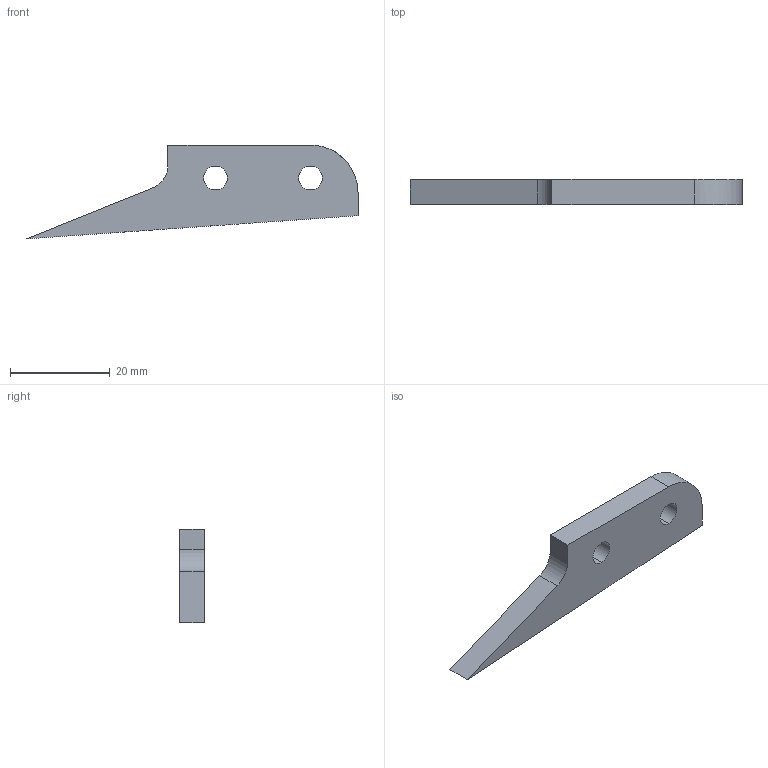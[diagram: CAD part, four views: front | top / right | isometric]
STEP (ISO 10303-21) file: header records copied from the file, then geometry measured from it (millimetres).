
FILE_DESCRIPTION (( 'STEP AP214' ), '1' );
FILE_NAME ('Beater Titanium Fork R1.STEP', '2020-12-15T05:02:32', ( 'Kurtis' ), ( '' ), 'SwSTEP 2.0', 'SolidWorks 2015', '' );
FILE_SCHEMA (( 'AUTOMOTIVE_DESIGN' ));
Length unit declared in the file: millimetre
Products named in the file (1): Beater Titanium Fork R1
Bounding box: 66.55 x 5 x 18.81 mm (x, y, z)
Volume: 3360 mm3; surface area: 2254.1 mm2
Topology: 1 solids, 1 shells, 13 faces, 33 edges, 22 vertices
Faces by surface type: plane 7, cylinder 4, bspline 2
Entity records: 469 total; most frequent: CARTESIAN_POINT 115, ORIENTED_EDGE 66, DIRECTION 61, EDGE_CURVE 33, VERTEX_POINT 22, LINE 21, VECTOR 21, AXIS2_PLACEMENT_3D 20
